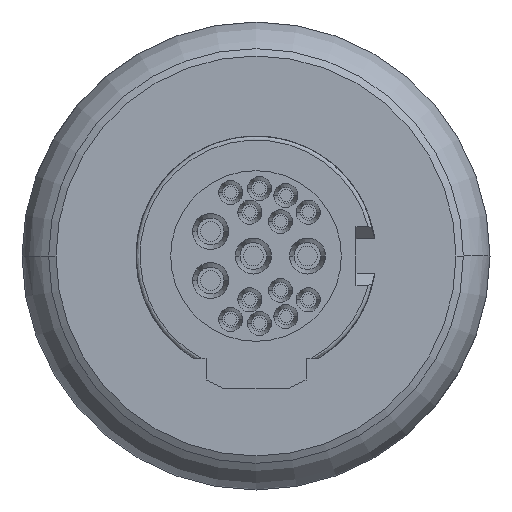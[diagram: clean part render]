
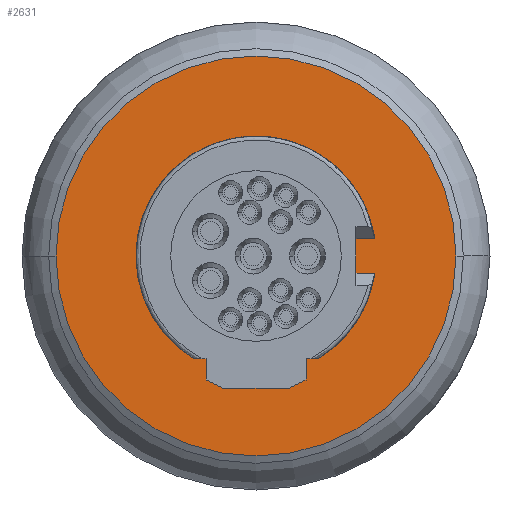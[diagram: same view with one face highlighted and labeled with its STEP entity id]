
A CAD part, left-side view. The second image highlights one B-rep face of the part: STEP entity #2631.
In plain terms, the highlighted planar face has unit normal (-1, 0, 0).
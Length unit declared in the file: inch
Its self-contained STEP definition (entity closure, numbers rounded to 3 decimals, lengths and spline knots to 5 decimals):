
#238=DIRECTION('',(0.,0.,1.));
#239=VECTOR('',#238,0.08);
#240=CARTESIAN_POINT('',(0.,-0.1875,-0.465));
#241=LINE('',#240,#239);
#246=CARTESIAN_POINT('',(0.,0.,0.));
#247=DIRECTION('',(-1.,0.,0.));
#248=DIRECTION('',(0.,1.,0.));
#249=AXIS2_PLACEMENT_3D('',#246,#247,#248);
#251=CARTESIAN_POINT('',(0.,0.,0.));
#252=DIRECTION('',(1.,0.,0.));
#253=DIRECTION('',(0.,1.,0.));
#254=AXIS2_PLACEMENT_3D('',#251,#252,#253);
#1002=CARTESIAN_POINT('',(0.,0.,0.));
#1003=DIRECTION('',(-1.,0.,0.));
#1004=DIRECTION('',(0.,-0.518,-0.856));
#1005=AXIS2_PLACEMENT_3D('',#1002,#1003,#1004);
#1007=DIRECTION('',(0.,1.,0.));
#1008=VECTOR('',#1007,0.04547);
#1009=CARTESIAN_POINT('',(0.,-0.23297,-0.385));
#1010=LINE('',#1009,#1008);
#1058=DIRECTION('',(0.,0.,-1.));
#1059=VECTOR('',#1058,0.128);
#1060=CARTESIAN_POINT('',(0.,-0.375,0.064));
#1061=LINE('',#1060,#1059);
#1078=DIRECTION('',(0.,-1.,0.));
#1079=VECTOR('',#1078,0.07043);
#1080=CARTESIAN_POINT('',(0.,-0.375,-0.064));
#1081=LINE('',#1080,#1079);
#1099=CARTESIAN_POINT('',(0.,0.,0.));
#1100=DIRECTION('',(-1.,0.,0.));
#1101=DIRECTION('',(0.,-0.99,0.142));
#1102=AXIS2_PLACEMENT_3D('',#1099,#1100,#1101);
#1104=DIRECTION('',(0.,1.,0.));
#1105=VECTOR('',#1104,0.07043);
#1106=CARTESIAN_POINT('',(0.,-0.44543,0.064));
#1107=LINE('',#1106,#1105);
#1150=DIRECTION('',(0.,1.,0.));
#1151=VECTOR('',#1150,0.04547);
#1152=CARTESIAN_POINT('',(0.,0.1875,-0.385));
#1153=LINE('',#1152,#1151);
#1162=DIRECTION('',(0.,0.,-1.));
#1163=VECTOR('',#1162,0.08);
#1164=CARTESIAN_POINT('',(0.,0.1875,-0.385));
#1165=LINE('',#1164,#1163);
#1170=DIRECTION('',(0.,0.902,0.433));
#1171=VECTOR('',#1170,0.06933);
#1172=CARTESIAN_POINT('',(0.,0.125,-0.495));
#1173=LINE('',#1172,#1171);
#1178=DIRECTION('',(0.,1.,0.));
#1179=VECTOR('',#1178,0.25);
#1180=CARTESIAN_POINT('',(0.,-0.125,-0.495));
#1181=LINE('',#1180,#1179);
#1186=DIRECTION('',(0.,0.902,-0.433));
#1187=VECTOR('',#1186,0.06933);
#1188=CARTESIAN_POINT('',(0.,-0.1875,-0.465));
#1189=LINE('',#1188,#1187);
#1913=CARTESIAN_POINT('',(0.,0.75,0.));
#1914=CARTESIAN_POINT('',(0.,-0.75,0.));
#1915=VERTEX_POINT('',#1913);
#1916=VERTEX_POINT('',#1914);
#2305=CARTESIAN_POINT('',(0.,-0.23297,-0.385));
#2306=CARTESIAN_POINT('',(0.,-0.44543,-0.064));
#2307=VERTEX_POINT('',#2305);
#2308=VERTEX_POINT('',#2306);
#2309=CARTESIAN_POINT('',(0.,-0.44543,0.064));
#2310=CARTESIAN_POINT('',(0.,0.23297,-0.385));
#2311=VERTEX_POINT('',#2309);
#2312=VERTEX_POINT('',#2310);
#2313=CARTESIAN_POINT('',(0.,-0.1875,-0.385));
#2314=VERTEX_POINT('',#2313);
#2315=CARTESIAN_POINT('',(0.,0.1875,-0.385));
#2316=VERTEX_POINT('',#2315);
#2321=CARTESIAN_POINT('',(0.,-0.375,0.064));
#2322=VERTEX_POINT('',#2321);
#2323=CARTESIAN_POINT('',(0.,-0.375,-0.064));
#2324=VERTEX_POINT('',#2323);
#2325=CARTESIAN_POINT('',(0.,0.1875,-0.465));
#2326=VERTEX_POINT('',#2325);
#2327=CARTESIAN_POINT('',(0.,-0.1875,-0.465));
#2328=VERTEX_POINT('',#2327);
#2389=CARTESIAN_POINT('',(0.,-0.125,-0.495));
#2390=VERTEX_POINT('',#2389);
#2391=CARTESIAN_POINT('',(0.,0.125,-0.495));
#2392=VERTEX_POINT('',#2391);
#2595=CARTESIAN_POINT('',(0.,0.,0.));
#2596=DIRECTION('',(1.,0.,0.));
#2597=DIRECTION('',(0.,-1.,0.));
#2598=AXIS2_PLACEMENT_3D('',#2595,#2596,#2597);
#2599=PLANE('',#2598);
#2601=ORIENTED_EDGE('',*,*,#2600,.F.);
#2603=ORIENTED_EDGE('',*,*,#2602,.T.);
#2604=EDGE_LOOP('',(#2601,#2603));
#2605=FACE_OUTER_BOUND('',#2604,.F.);
#2607=ORIENTED_EDGE('',*,*,#2606,.T.);
#2609=ORIENTED_EDGE('',*,*,#2608,.F.);
#2611=ORIENTED_EDGE('',*,*,#2610,.F.);
#2613=ORIENTED_EDGE('',*,*,#2612,.F.);
#2615=ORIENTED_EDGE('',*,*,#2614,.T.);
#2617=ORIENTED_EDGE('',*,*,#2616,.F.);
#2619=ORIENTED_EDGE('',*,*,#2618,.T.);
#2621=ORIENTED_EDGE('',*,*,#2620,.F.);
#2623=ORIENTED_EDGE('',*,*,#2622,.F.);
#2625=ORIENTED_EDGE('',*,*,#2624,.F.);
#2626=ORIENTED_EDGE('',*,*,#2585,.T.);
#2628=ORIENTED_EDGE('',*,*,#2627,.F.);
#2629=EDGE_LOOP('',(#2607,#2609,#2611,#2613,#2615,#2617,#2619,#2621,#2623,#2625,
#2626,#2628));
#2630=FACE_BOUND('',#2629,.F.);
#2631=ADVANCED_FACE('',(#2605,#2630),#2599,.F.);
#250=CIRCLE('',#249,0.75);
#255=CIRCLE('',#254,0.75);
#1006=CIRCLE('',#1005,0.45);
#1103=CIRCLE('',#1102,0.45);
#2585=EDGE_CURVE('',#2328,#2314,#241,.T.);
#2600=EDGE_CURVE('',#1915,#1916,#250,.T.);
#2602=EDGE_CURVE('',#1915,#1916,#255,.T.);
#2606=EDGE_CURVE('',#2307,#2308,#1006,.T.);
#2608=EDGE_CURVE('',#2324,#2308,#1081,.T.);
#2610=EDGE_CURVE('',#2322,#2324,#1061,.T.);
#2612=EDGE_CURVE('',#2311,#2322,#1107,.T.);
#2614=EDGE_CURVE('',#2311,#2312,#1103,.T.);
#2616=EDGE_CURVE('',#2316,#2312,#1153,.T.);
#2618=EDGE_CURVE('',#2316,#2326,#1165,.T.);
#2620=EDGE_CURVE('',#2392,#2326,#1173,.T.);
#2622=EDGE_CURVE('',#2390,#2392,#1181,.T.);
#2624=EDGE_CURVE('',#2328,#2390,#1189,.T.);
#2627=EDGE_CURVE('',#2307,#2314,#1010,.T.);
